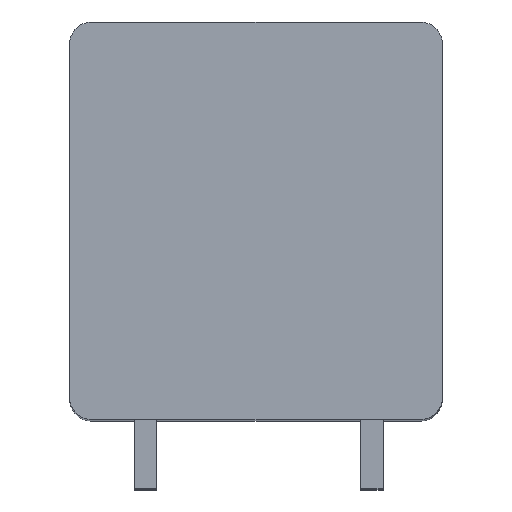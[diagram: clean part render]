
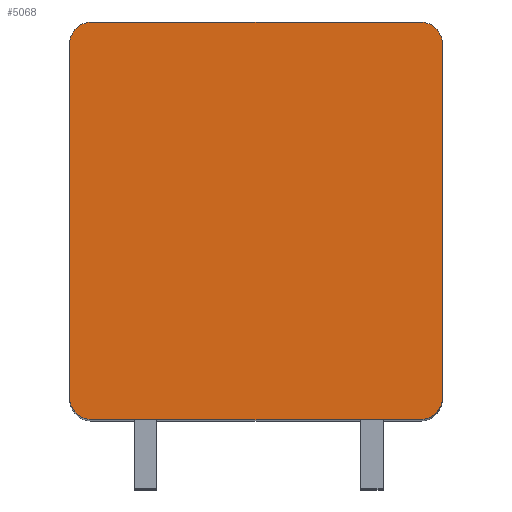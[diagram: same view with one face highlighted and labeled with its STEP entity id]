
A CAD part, top view. The second image highlights one B-rep face of the part: STEP entity #5068.
In plain terms, the highlighted planar face has unit normal (0, 0, 1).
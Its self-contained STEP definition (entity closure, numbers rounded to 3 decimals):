
#891=CARTESIAN_POINT('',(-5.95,6.4,2.5));
#892=DIRECTION('',(0.,0.,1.));
#893=DIRECTION('',(0.,1.,0.));
#894=AXIS2_PLACEMENT_3D('',#891,#892,#893);
#896=DIRECTION('',(-1.,0.,0.));
#897=VECTOR('',#896,11.9);
#898=CARTESIAN_POINT('',(5.95,7.2,2.5));
#899=LINE('',#898,#897);
#900=CARTESIAN_POINT('',(5.95,6.4,2.5));
#901=DIRECTION('',(0.,0.,1.));
#902=DIRECTION('',(1.,0.,0.));
#903=AXIS2_PLACEMENT_3D('',#900,#901,#902);
#905=DIRECTION('',(0.,1.,0.));
#906=VECTOR('',#905,12.8);
#907=CARTESIAN_POINT('',(6.75,-6.4,2.5));
#908=LINE('',#907,#906);
#909=CARTESIAN_POINT('',(5.95,-6.4,2.5));
#910=DIRECTION('',(0.,0.,1.));
#911=DIRECTION('',(0.,-1.,0.));
#912=AXIS2_PLACEMENT_3D('',#909,#910,#911);
#914=DIRECTION('',(1.,0.,0.));
#915=VECTOR('',#914,11.9);
#916=CARTESIAN_POINT('',(-5.95,-7.2,2.5));
#917=LINE('',#916,#915);
#918=CARTESIAN_POINT('',(-5.95,-6.4,2.5));
#919=DIRECTION('',(0.,0.,1.));
#920=DIRECTION('',(-1.,0.,0.));
#921=AXIS2_PLACEMENT_3D('',#918,#919,#920);
#923=DIRECTION('',(0.,-1.,0.));
#924=VECTOR('',#923,12.8);
#925=CARTESIAN_POINT('',(-6.75,6.4,2.5));
#926=LINE('',#925,#924);
#3573=CARTESIAN_POINT('',(-5.95,7.2,2.5));
#3574=VERTEX_POINT('',#3573);
#3575=CARTESIAN_POINT('',(-6.75,6.4,2.5));
#3576=VERTEX_POINT('',#3575);
#3581=CARTESIAN_POINT('',(6.75,6.4,2.5));
#3582=VERTEX_POINT('',#3581);
#3583=CARTESIAN_POINT('',(5.95,7.2,2.5));
#3584=VERTEX_POINT('',#3583);
#3589=CARTESIAN_POINT('',(-6.75,-6.4,2.5));
#3590=VERTEX_POINT('',#3589);
#3591=CARTESIAN_POINT('',(-5.95,-7.2,2.5));
#3592=VERTEX_POINT('',#3591);
#3597=CARTESIAN_POINT('',(5.95,-7.2,2.5));
#3598=VERTEX_POINT('',#3597);
#3599=CARTESIAN_POINT('',(6.75,-6.4,2.5));
#3600=VERTEX_POINT('',#3599);
#5053=CARTESIAN_POINT('',(0.,0.,2.5));
#5054=DIRECTION('',(0.,0.,1.));
#5055=DIRECTION('',(1.,0.,0.));
#5056=AXIS2_PLACEMENT_3D('',#5053,#5054,#5055);
#5057=PLANE('',#5056);
#5058=ORIENTED_EDGE('',*,*,#4505,.F.);
#5059=ORIENTED_EDGE('',*,*,#4521,.F.);
#5060=ORIENTED_EDGE('',*,*,#4678,.F.);
#5061=ORIENTED_EDGE('',*,*,#4693,.F.);
#5062=ORIENTED_EDGE('',*,*,#4826,.F.);
#5063=ORIENTED_EDGE('',*,*,#4839,.F.);
#5064=ORIENTED_EDGE('',*,*,#4974,.F.);
#5065=ORIENTED_EDGE('',*,*,#4986,.F.);
#5066=EDGE_LOOP('',(#5058,#5059,#5060,#5061,#5062,#5063,#5064,#5065));
#5067=FACE_OUTER_BOUND('',#5066,.F.);
#895=CIRCLE('',#894,0.8);
#904=CIRCLE('',#903,0.8);
#913=CIRCLE('',#912,0.8);
#922=CIRCLE('',#921,0.8);
#4505=EDGE_CURVE('',#3574,#3576,#895,.T.);
#4521=EDGE_CURVE('',#3584,#3574,#899,.T.);
#4678=EDGE_CURVE('',#3582,#3584,#904,.T.);
#4693=EDGE_CURVE('',#3600,#3582,#908,.T.);
#4826=EDGE_CURVE('',#3598,#3600,#913,.T.);
#4839=EDGE_CURVE('',#3592,#3598,#917,.T.);
#4974=EDGE_CURVE('',#3590,#3592,#922,.T.);
#4986=EDGE_CURVE('',#3576,#3590,#926,.T.);
#5068=ADVANCED_FACE('',(#5067),#5057,.T.);
